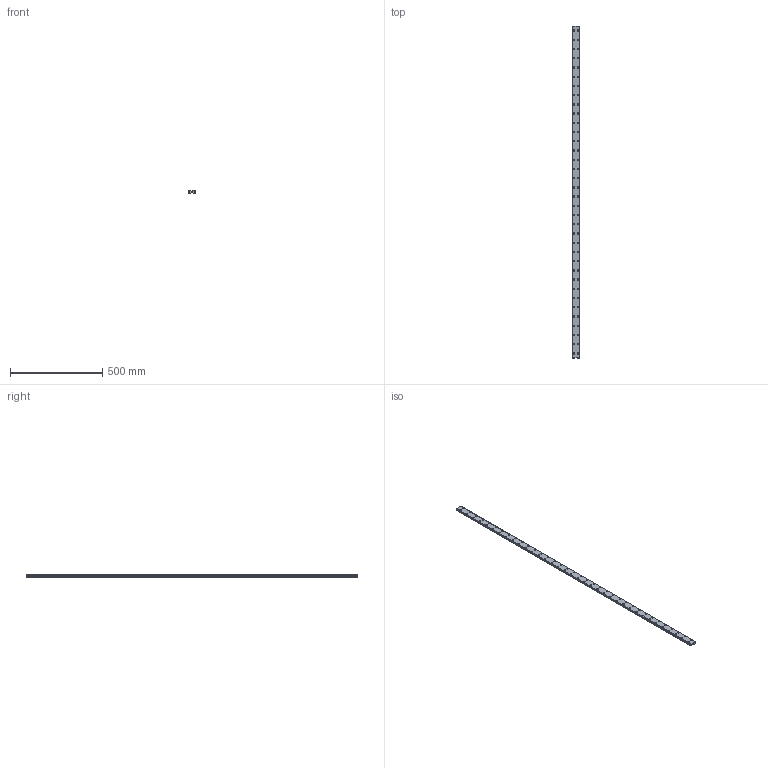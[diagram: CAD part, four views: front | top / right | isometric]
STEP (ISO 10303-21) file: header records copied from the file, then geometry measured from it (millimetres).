
FILE_DESCRIPTION(('STEP AP214'),'1');
FILE_NAME('cctmp_AC18A50F-A2DF-479E-B5E4-08FAD25A1B95_2021_03_04_10_44_31_0474..stp','2021-03-04T09:44:31',('HIWIN GmbH'),('CADClick - www.CADClick.com'),'Spatial InterOp 3D',' ','unknown authorization');
FILE_SCHEMA(('AUTOMOTIVE_DESIGN'));
Length unit declared in the file: millimetre
Products named in the file (1): WER21R1800H_FILE
Bounding box: 37 x 1800 x 11 mm (x, y, z)
Volume: 667048.2 mm3; surface area: 195064.3 mm2
Topology: 1 solids, 1 shells, 751 faces, 1587 edges, 1058 vertices
Faces by surface type: cylinder 450, plane 301
Entity records: 26613 total; most frequent: DIRECTION 3991, CARTESIAN_POINT 3397, ORIENTED_EDGE 3174, AXIS2_PLACEMENT_3D 1652, EDGE_CURVE 1587, VERTEX_POINT 1058, EDGE_LOOP 971, CIRCLE 900
